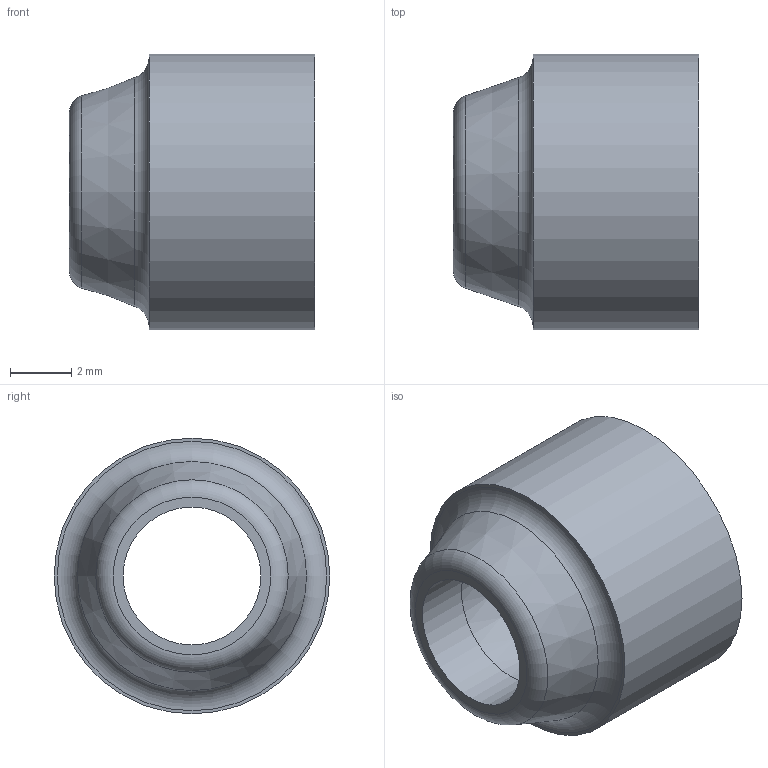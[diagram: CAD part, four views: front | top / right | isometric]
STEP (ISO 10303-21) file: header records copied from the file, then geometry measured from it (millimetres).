
FILE_DESCRIPTION(/* description */ (''),/* implementation_level */ '2;1');
FILE_NAME(/* name */ 'CBI-ST-4.5-8.5.stp',/* time_stamp */ '2018-09-25T15:36:32+01:00',/* author */ ('paul'),/* organization */ (''),/* preprocessor_version */ 'ST-DEVELOPER v17.2',/* originating_system */ 'Autodesk Inventor 2019',/* authorisation */ '');
FILE_SCHEMA (('AUTOMOTIVE_DESIGN { 1 0 10303 214 3 1 1 }'));
Length unit declared in the file: millimetre
Products named in the file (1): CBI-ST-4.5-8.5
Bounding box: 8 x 9 x 9 mm (x, y, z)
Volume: 260.5 mm3; surface area: 393 mm2
Topology: 1 solids, 1 shells, 10 faces, 30 edges, 23 vertices
Faces by surface type: plane 3, torus 2, cone 2, cylinder 2, bspline 1
Full cylindrical faces by diameter (mm): 4.5 x1, 9 x1
Entity records: 439 total; most frequent: CARTESIAN_POINT 90, DIRECTION 76, ORIENTED_EDGE 60, AXIS2_PLACEMENT_3D 36, EDGE_CURVE 30, CIRCLE 26, VERTEX_POINT 23, EDGE_LOOP 13
